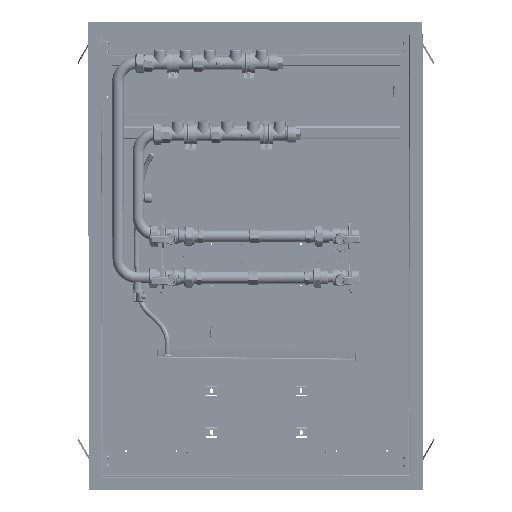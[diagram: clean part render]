
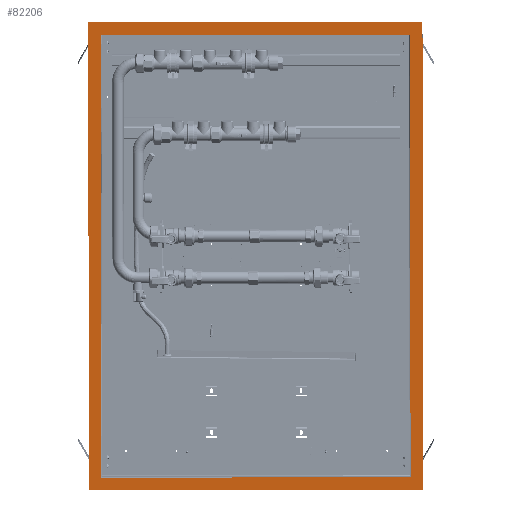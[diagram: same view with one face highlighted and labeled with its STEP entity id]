
A CAD part, left-side view. The second image highlights one B-rep face of the part: STEP entity #82206.
In plain terms, the highlighted planar face has unit normal (-0.992, 0.007, -0.128).
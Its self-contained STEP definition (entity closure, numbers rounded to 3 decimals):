
#81885=CARTESIAN_POINT('Vertex',(338.019,-264.41,-523.21)) ;
#81899=CARTESIAN_POINT('Vertex',(222.072,-263.133,372.314)) ;
#81902=CARTESIAN_POINT('Line Origine',(280.046,-263.772,-75.448)) ;
#81925=CARTESIAN_POINT('Vertex',(342.722,375.572,-523.514)) ;
#81933=CARTESIAN_POINT('Line Origine',(340.37,55.581,-523.362)) ;
#81961=CARTESIAN_POINT('Vertex',(226.775,376.85,372.01)) ;
#81964=CARTESIAN_POINT('Line Origine',(224.424,56.858,372.162)) ;
#81986=CARTESIAN_POINT('Line Origine',(284.748,376.211,-75.752)) ;
#82161=CARTESIAN_POINT('Axis2P3D Location',(282.397,56.22,-75.6)) ;
#82172=CARTESIAN_POINT('Line Origine',(227.505,56.824,348.361)) ;
#82176=CARTESIAN_POINT('Vertex',(229.68,352.816,348.22)) ;
#82178=CARTESIAN_POINT('Vertex',(225.33,-239.168,348.502)) ;
#82181=CARTESIAN_POINT('Line Origine',(280.222,-239.772,-75.459)) ;
#82185=CARTESIAN_POINT('Vertex',(335.114,-240.377,-499.42)) ;
#82188=CARTESIAN_POINT('Line Origine',(337.289,55.615,-499.561)) ;
#82192=CARTESIAN_POINT('Vertex',(339.464,351.607,-499.701)) ;
#82195=CARTESIAN_POINT('Line Origine',(284.572,352.212,-75.74)) ;
#81904=VECTOR('Line Direction',#81903,1.) ;
#81935=VECTOR('Line Direction',#81934,1.) ;
#81966=VECTOR('Line Direction',#81965,1.) ;
#81988=VECTOR('Line Direction',#81987,1.) ;
#82174=VECTOR('Line Direction',#82173,1.) ;
#82183=VECTOR('Line Direction',#82182,1.) ;
#82190=VECTOR('Line Direction',#82189,1.) ;
#82197=VECTOR('Line Direction',#82196,1.) ;
#81903=DIRECTION('Vector Direction',(-0.128,0.001,0.992)) ;
#81934=DIRECTION('Vector Direction',(0.007,1.,0.)) ;
#81965=DIRECTION('Vector Direction',(0.007,1.,0.)) ;
#81987=DIRECTION('Vector Direction',(0.128,-0.001,-0.992)) ;
#82162=DIRECTION('Axis2P3D Direction',(-0.992,0.007,-0.128)) ;
#82163=DIRECTION('Axis2P3D XDirection',(0.007,1.,0.)) ;
#82173=DIRECTION('Vector Direction',(-0.007,-1.,0.)) ;
#82182=DIRECTION('Vector Direction',(-0.128,0.001,0.992)) ;
#82189=DIRECTION('Vector Direction',(0.007,1.,0.)) ;
#82196=DIRECTION('Vector Direction',(0.128,-0.001,-0.992)) ;
#82164=AXIS2_PLACEMENT_3D('Plane Axis2P3D',#82161,#82162,#82163) ;
#81905=LINE('Line',#81902,#81904) ;
#81936=LINE('Line',#81933,#81935) ;
#81967=LINE('Line',#81964,#81966) ;
#81989=LINE('Line',#81986,#81988) ;
#82175=LINE('Line',#82172,#82174) ;
#82184=LINE('Line',#82181,#82183) ;
#82191=LINE('Line',#82188,#82190) ;
#82198=LINE('Line',#82195,#82197) ;
#82165=PLANE('',#82164) ;
#82205=FACE_BOUND('',#82200,.T.) ;
#81906=EDGE_CURVE('',#81886,#81900,#81905,.T.) ;
#81937=EDGE_CURVE('',#81926,#81886,#81936,.F.) ;
#81968=EDGE_CURVE('',#81900,#81962,#81967,.T.) ;
#81990=EDGE_CURVE('',#81962,#81926,#81989,.T.) ;
#82180=EDGE_CURVE('',#82177,#82179,#82175,.T.) ;
#82187=EDGE_CURVE('',#82179,#82186,#82184,.F.) ;
#82194=EDGE_CURVE('',#82186,#82193,#82191,.T.) ;
#82199=EDGE_CURVE('',#82193,#82177,#82198,.F.) ;
#82167=ORIENTED_EDGE('',*,*,#81937,.T.) ;
#82168=ORIENTED_EDGE('',*,*,#81906,.T.) ;
#82169=ORIENTED_EDGE('',*,*,#81968,.T.) ;
#82170=ORIENTED_EDGE('',*,*,#81990,.T.) ;
#82201=ORIENTED_EDGE('',*,*,#82180,.T.) ;
#82202=ORIENTED_EDGE('',*,*,#82187,.T.) ;
#82203=ORIENTED_EDGE('',*,*,#82194,.T.) ;
#82204=ORIENTED_EDGE('',*,*,#82199,.T.) ;
#82166=EDGE_LOOP('',(#82167,#82168,#82169,#82170)) ;
#82200=EDGE_LOOP('',(#82201,#82202,#82203,#82204)) ;
#81886=VERTEX_POINT('',#81885) ;
#81900=VERTEX_POINT('',#81899) ;
#81926=VERTEX_POINT('',#81925) ;
#81962=VERTEX_POINT('',#81961) ;
#82177=VERTEX_POINT('',#82176) ;
#82179=VERTEX_POINT('',#82178) ;
#82186=VERTEX_POINT('',#82185) ;
#82193=VERTEX_POINT('',#82192) ;
#82206=ADVANCED_FACE('70009E -TST',(#82171,#82205),#82165,.T.) ;
#82171=FACE_OUTER_BOUND('',#82166,.T.) ;
